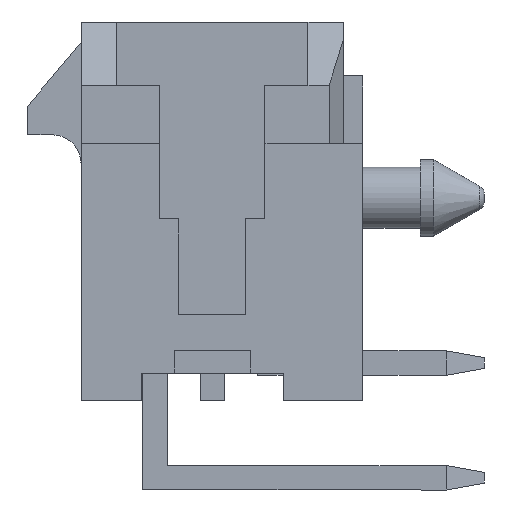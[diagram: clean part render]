
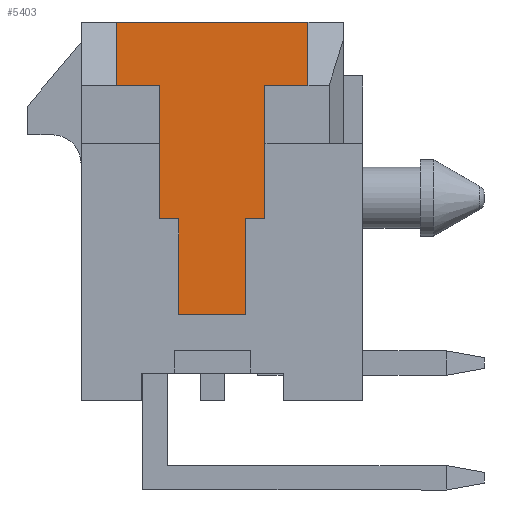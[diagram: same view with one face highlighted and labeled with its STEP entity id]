
A CAD part, left-side view. The second image highlights one B-rep face of the part: STEP entity #5403.
In plain terms, the highlighted planar face has unit normal (-1, 0, 0).
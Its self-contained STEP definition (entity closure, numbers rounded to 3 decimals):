
#37 = DIRECTION ( 'NONE',  ( 0., 1., 0. ) ) ;
#182 = ORIENTED_EDGE ( 'NONE', *, *, #1891, .F. ) ;
#199 = LINE ( 'NONE', #3668, #2977 ) ;
#332 = DIRECTION ( 'NONE',  ( 0., 0., 1. ) ) ;
#387 = VERTEX_POINT ( 'NONE', #1509 ) ;
#407 = ORIENTED_EDGE ( 'NONE', *, *, #2919, .F. ) ;
#420 = CARTESIAN_POINT ( 'NONE',  ( -1.94, 0.875, -2.8 ) ) ;
#484 = EDGE_CURVE ( 'NONE', #4871, #1009, #770, .T. ) ;
#526 = VERTEX_POINT ( 'NONE', #3949 ) ;
#549 = DIRECTION ( 'NONE',  ( 0., 1., 0. ) ) ;
#553 = CARTESIAN_POINT ( 'NONE',  ( -1.94, 0.875, -0.2 ) ) ;
#653 = ORIENTED_EDGE ( 'NONE', *, *, #3179, .F. ) ;
#719 = ORIENTED_EDGE ( 'NONE', *, *, #484, .F. ) ;
#725 = ORIENTED_EDGE ( 'NONE', *, *, #3078, .F. ) ;
#740 = EDGE_CURVE ( 'NONE', #2857, #5605, #2003, .T. ) ;
#770 = LINE ( 'NONE', #3089, #879 ) ;
#797 = CARTESIAN_POINT ( 'NONE',  ( -1.94, -1.375, 3.3 ) ) ;
#874 = CARTESIAN_POINT ( 'NONE',  ( -1.94, -1.375, -0.2 ) ) ;
#879 = VECTOR ( 'NONE', #332, 1000. ) ;
#1009 = VERTEX_POINT ( 'NONE', #553 ) ;
#1076 = CARTESIAN_POINT ( 'NONE',  ( -1.94, -1.375, 3.3 ) ) ;
#1203 = DIRECTION ( 'NONE',  ( 1., 0., 0. ) ) ;
#1208 = DIRECTION ( 'NONE',  ( 0., 1., 0. ) ) ;
#1210 = EDGE_CURVE ( 'NONE', #2203, #2857, #1650, .T. ) ;
#1226 = DIRECTION ( 'NONE',  ( 0., 1., 0. ) ) ;
#1303 = DIRECTION ( 'NONE',  ( 0., 0., 1. ) ) ;
#1309 = CARTESIAN_POINT ( 'NONE',  ( -1.94, 2.5, 3.3 ) ) ;
#1476 = VECTOR ( 'NONE', #2206, 1000. ) ;
#1509 = CARTESIAN_POINT ( 'NONE',  ( -1.94, 2.5, 4.95 ) ) ;
#1542 = CARTESIAN_POINT ( 'NONE',  ( -1.94, 2.5, 3.3 ) ) ;
#1624 = DIRECTION ( 'NONE',  ( 0., 0., -1. ) ) ;
#1638 = DIRECTION ( 'NONE',  ( 0., 0., -1. ) ) ;
#1650 = LINE ( 'NONE', #3455, #5603 ) ;
#1711 = CARTESIAN_POINT ( 'NONE',  ( -1.94, 1.375, -0.2 ) ) ;
#1783 = CARTESIAN_POINT ( 'NONE',  ( -1.94, 2.5, -2.8 ) ) ;
#1891 = EDGE_CURVE ( 'NONE', #3526, #387, #199, .T. ) ;
#2003 = LINE ( 'NONE', #797, #4759 ) ;
#2025 = VERTEX_POINT ( 'NONE', #5643 ) ;
#2202 = CARTESIAN_POINT ( 'NONE',  ( -1.94, -1.375, -0.2 ) ) ;
#2203 = VERTEX_POINT ( 'NONE', #4883 ) ;
#2206 = DIRECTION ( 'NONE',  ( 0., 0., -1. ) ) ;
#2330 = VERTEX_POINT ( 'NONE', #4160 ) ;
#2342 = DIRECTION ( 'NONE',  ( 0., 0., 1. ) ) ;
#2386 = LINE ( 'NONE', #4503, #3509 ) ;
#2408 = VECTOR ( 'NONE', #1226, 1000. ) ;
#2460 = LINE ( 'NONE', #1542, #4029 ) ;
#2504 = CARTESIAN_POINT ( 'NONE',  ( -1.94, 2.5, 4.95 ) ) ;
#2540 = DIRECTION ( 'NONE',  ( 0., 0., -1. ) ) ;
#2541 = ORIENTED_EDGE ( 'NONE', *, *, #2603, .F. ) ;
#2552 = ORIENTED_EDGE ( 'NONE', *, *, #740, .F. ) ;
#2603 = EDGE_CURVE ( 'NONE', #526, #3526, #2460, .T. ) ;
#2715 = VECTOR ( 'NONE', #1638, 1000. ) ;
#2829 = VERTEX_POINT ( 'NONE', #3387 ) ;
#2853 = AXIS2_PLACEMENT_3D ( 'NONE', #2504, #1203, #2540 ) ;
#2857 = VERTEX_POINT ( 'NONE', #1076 ) ;
#2899 = ORIENTED_EDGE ( 'NONE', *, *, #1210, .F. ) ;
#2919 = EDGE_CURVE ( 'NONE', #2829, #2203, #5215, .T. ) ;
#2977 = VECTOR ( 'NONE', #2342, 1000. ) ;
#3017 = ORIENTED_EDGE ( 'NONE', *, *, #4760, .F. ) ;
#3050 = VERTEX_POINT ( 'NONE', #3415 ) ;
#3078 = EDGE_CURVE ( 'NONE', #2330, #4871, #3593, .T. ) ;
#3089 = CARTESIAN_POINT ( 'NONE',  ( -1.94, 0.875, -2.7 ) ) ;
#3142 = ORIENTED_EDGE ( 'NONE', *, *, #5216, .F. ) ;
#3151 = CARTESIAN_POINT ( 'NONE',  ( -1.94, -0.875, -0.2 ) ) ;
#3179 = EDGE_CURVE ( 'NONE', #3050, #2330, #5457, .T. ) ;
#3272 = EDGE_CURVE ( 'NONE', #387, #2829, #3679, .T. ) ;
#3350 = DIRECTION ( 'NONE',  ( 0., 1., 0. ) ) ;
#3387 = CARTESIAN_POINT ( 'NONE',  ( -1.94, -2.5, 4.95 ) ) ;
#3415 = CARTESIAN_POINT ( 'NONE',  ( -1.94, -0.875, -0.2 ) ) ;
#3455 = CARTESIAN_POINT ( 'NONE',  ( -1.94, 2.5, 3.3 ) ) ;
#3509 = VECTOR ( 'NONE', #549, 1000. ) ;
#3526 = VERTEX_POINT ( 'NONE', #1309 ) ;
#3593 = LINE ( 'NONE', #1783, #3744 ) ;
#3668 = CARTESIAN_POINT ( 'NONE',  ( -1.94, 2.5, 4.95 ) ) ;
#3679 = LINE ( 'NONE', #5096, #5731 ) ;
#3732 = DIRECTION ( 'NONE',  ( 0., -1., 0. ) ) ;
#3744 = VECTOR ( 'NONE', #37, 1000. ) ;
#3934 = EDGE_CURVE ( 'NONE', #2025, #526, #5357, .T. ) ;
#3949 = CARTESIAN_POINT ( 'NONE',  ( -1.94, 1.375, 3.3 ) ) ;
#4029 = VECTOR ( 'NONE', #3350, 1000. ) ;
#4160 = CARTESIAN_POINT ( 'NONE',  ( -1.94, -0.875, -2.8 ) ) ;
#4302 = VECTOR ( 'NONE', #1303, 1000. ) ;
#4433 = CARTESIAN_POINT ( 'NONE',  ( -1.94, -2.5, 0. ) ) ;
#4503 = CARTESIAN_POINT ( 'NONE',  ( -1.94, 0.875, -0.2 ) ) ;
#4759 = VECTOR ( 'NONE', #1624, 1000. ) ;
#4760 = EDGE_CURVE ( 'NONE', #5605, #3050, #5774, .T. ) ;
#4822 = ORIENTED_EDGE ( 'NONE', *, *, #3272, .F. ) ;
#4871 = VERTEX_POINT ( 'NONE', #420 ) ;
#4883 = CARTESIAN_POINT ( 'NONE',  ( -1.94, -2.5, 3.3 ) ) ;
#5096 = CARTESIAN_POINT ( 'NONE',  ( -1.94, 3.435, 4.95 ) ) ;
#5215 = LINE ( 'NONE', #4433, #2715 ) ;
#5216 = EDGE_CURVE ( 'NONE', #1009, #2025, #2386, .T. ) ;
#5219 = FACE_OUTER_BOUND ( 'NONE', #5232, .T. ) ;
#5232 = EDGE_LOOP ( 'NONE', ( #2552, #2899, #407, #4822, #182, #2541, #5639, #3142, #719, #725, #653, #3017 ) ) ;
#5357 = LINE ( 'NONE', #1711, #4302 ) ;
#5403 = ADVANCED_FACE ( 'NONE', ( #5219 ), #5637, .F. ) ;
#5457 = LINE ( 'NONE', #3151, #1476 ) ;
#5603 = VECTOR ( 'NONE', #1208, 1000. ) ;
#5605 = VERTEX_POINT ( 'NONE', #874 ) ;
#5637 = PLANE ( 'NONE',  #2853 ) ;
#5639 = ORIENTED_EDGE ( 'NONE', *, *, #3934, .F. ) ;
#5643 = CARTESIAN_POINT ( 'NONE',  ( -1.94, 1.375, -0.2 ) ) ;
#5731 = VECTOR ( 'NONE', #3732, 1000. ) ;
#5774 = LINE ( 'NONE', #2202, #2408 ) ;
